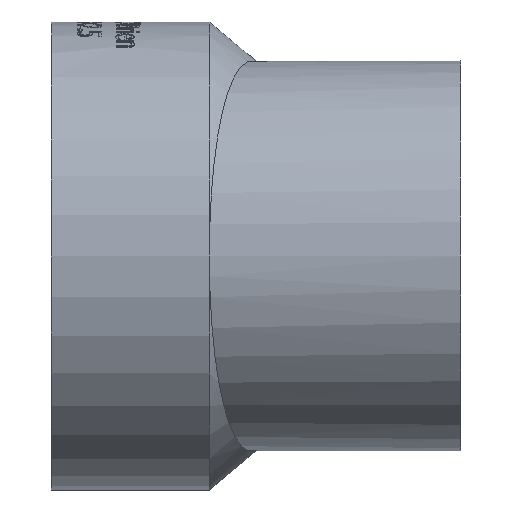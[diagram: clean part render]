
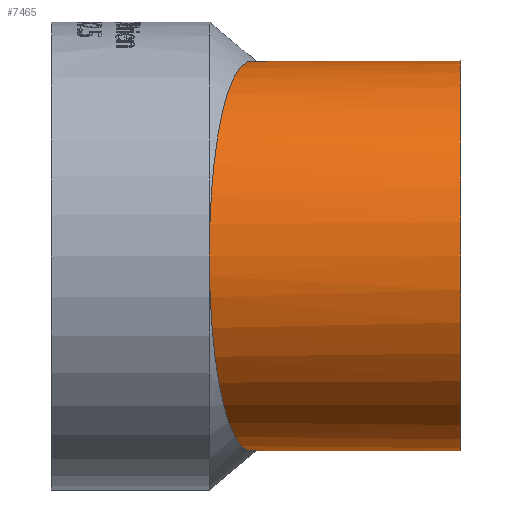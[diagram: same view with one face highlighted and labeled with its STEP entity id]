
A CAD part, front view. The second image highlights one B-rep face of the part: STEP entity #7465.
In plain terms, the highlighted cylindrical face has radius 31.75 mm (diameter 63.5 mm), a full revolution.
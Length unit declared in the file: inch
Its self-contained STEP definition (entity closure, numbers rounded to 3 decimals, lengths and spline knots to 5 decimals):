
#79=FACE_BOUND('',#1299,.T.);
#856=FACE_OUTER_BOUND('',#1298,.T.);
#1298=EDGE_LOOP('',(#6963));
#1299=EDGE_LOOP('',(#6964,#6965));
#1454=CIRCLE('',#7822,1.25);
#2888=B_SPLINE_CURVE_WITH_KNOTS('',3,(#16866,#16867,#16868,#16869,#16870,
#16871,#16872,#16873,#16874,#16875,#16876,#16877,#16878,#16879,#16880,#16881,
#16882,#16883,#16884,#16885,#16886,#16887,#16888,#16889,#16890,#16891,#16892,
#16893,#16894,#16895,#16896,#16897,#16898,#16899),.UNSPECIFIED.,.F.,.F.,
(4,2,2,2,2,2,2,2,2,2,2,2,2,2,2,2,4),(0.,0.4846,0.96919,
1.45379,1.93839,2.50654,3.0747,3.64286,
4.21102,4.87528,5.53955,6.20381,6.86808,
7.58047,8.29286,9.00525,9.71765),
 .UNSPECIFIED.);
#2889=B_SPLINE_CURVE_WITH_KNOTS('',3,(#16900,#16901,#16902,#16903,#16904,
#16905,#16906,#16907,#16908,#16909,#16910,#16911,#16912,#16913,#16914,#16915,
#16916,#16917,#16918,#16919,#16920,#16921,#16922,#16923,#16924,#16925,#16926,
#16927,#16928,#16929,#16930,#16931,#16932,#16933),.UNSPECIFIED.,.F.,.F.,
(4,2,2,2,2,2,2,2,2,2,2,2,2,2,2,2,4),(9.71765,10.43004,11.14243,
11.85482,12.56721,13.23148,13.89574,14.56001,
15.22427,15.79243,16.36059,16.92875,17.49691,
17.9815,18.4661,18.95069,19.43529),
 .UNSPECIFIED.);
#3631=VERTEX_POINT('',#16851);
#3633=VERTEX_POINT('',#16863);
#3634=VERTEX_POINT('',#16865);
#4748=EDGE_CURVE('',#3633,#3633,#1454,.T.);
#4749=EDGE_CURVE('',#3634,#3631,#2888,.T.);
#4750=EDGE_CURVE('',#3631,#3634,#2889,.T.);
#6963=ORIENTED_EDGE('',*,*,#4748,.T.);
#6964=ORIENTED_EDGE('',*,*,#4749,.F.);
#6965=ORIENTED_EDGE('',*,*,#4750,.F.);
#7037=CYLINDRICAL_SURFACE('',#7821,1.25);
#7465=ADVANCED_FACE('',(#856,#79),#7037,.T.);
#7821=AXIS2_PLACEMENT_3D('',#16862,#9014,#9015);
#7822=AXIS2_PLACEMENT_3D('',#16864,#9016,#9017);
#9014=DIRECTION('center_axis',(-1.,0.,0.));
#9015=DIRECTION('ref_axis',(0.,0.,1.));
#9016=DIRECTION('center_axis',(-1.,0.,0.));
#9017=DIRECTION('ref_axis',(0.,0.,1.));
#16851=CARTESIAN_POINT('',(1.01334,-1.5,0.));
#16862=CARTESIAN_POINT('Origin',(2.625,-0.25,0.));
#16863=CARTESIAN_POINT('',(2.625,-0.25,-1.25));
#16864=CARTESIAN_POINT('Origin',(2.625,-0.25,0.));
#16865=CARTESIAN_POINT('',(1.61378,1.,0.));
#16866=CARTESIAN_POINT('Ctrl Pts',(1.61378,1.,0.));
#16867=CARTESIAN_POINT('Ctrl Pts',(1.61378,1.,-0.0636));
#16868=CARTESIAN_POINT('Ctrl Pts',(1.6123,0.99507,-0.12965));
#16869=CARTESIAN_POINT('Ctrl Pts',(1.60601,0.97404,-0.26214));
#16870=CARTESIAN_POINT('Ctrl Pts',(1.60121,0.95795,-0.32858));
#16871=CARTESIAN_POINT('Ctrl Pts',(1.58857,0.91521,-0.45761));
#16872=CARTESIAN_POINT('Ctrl Pts',(1.58074,0.88852,-0.52029));
#16873=CARTESIAN_POINT('Ctrl Pts',(1.56283,0.82678,-0.63835));
#16874=CARTESIAN_POINT('Ctrl Pts',(1.55276,0.79171,-0.69373));
#16875=CARTESIAN_POINT('Ctrl Pts',(1.52978,0.71062,-0.80319));
#16876=CARTESIAN_POINT('Ctrl Pts',(1.51565,0.66011,-0.8603));
#16877=CARTESIAN_POINT('Ctrl Pts',(1.48484,0.54779,-0.96537));
#16878=CARTESIAN_POINT('Ctrl Pts',(1.46817,0.48599,-1.01334));
#16879=CARTESIAN_POINT('Ctrl Pts',(1.43349,0.35479,-1.09671));
#16880=CARTESIAN_POINT('Ctrl Pts',(1.41546,0.28532,-1.13215));
#16881=CARTESIAN_POINT('Ctrl Pts',(1.37937,0.14344,-1.18892));
#16882=CARTESIAN_POINT('Ctrl Pts',(1.3613,0.07103,
-1.21024));
#16883=CARTESIAN_POINT('Ctrl Pts',(1.32353,-0.08305,
-1.2417));
#16884=CARTESIAN_POINT('Ctrl Pts',(1.30252,-0.17056,
-1.25062));
#16885=CARTESIAN_POINT('Ctrl Pts',(1.2608,-0.34793,-1.24931));
#16886=CARTESIAN_POINT('Ctrl Pts',(1.2401,-0.43781,
-1.23908));
#16887=CARTESIAN_POINT('Ctrl Pts',(1.2004,-0.61336,
-1.1994));
#16888=CARTESIAN_POINT('Ctrl Pts',(1.18137,-0.69918,-1.16992));
#16889=CARTESIAN_POINT('Ctrl Pts',(1.14606,-0.86089,
-1.09421));
#16890=CARTESIAN_POINT('Ctrl Pts',(1.12978,-0.93676,
-1.04797));
#16891=CARTESIAN_POINT('Ctrl Pts',(1.09966,-1.0787,-0.94034));
#16892=CARTESIAN_POINT('Ctrl Pts',(1.08515,-1.14816,-0.87467));
#16893=CARTESIAN_POINT('Ctrl Pts',(1.05964,-1.2714,-0.72698));
#16894=CARTESIAN_POINT('Ctrl Pts',(1.04865,-1.32519,-0.64495));
#16895=CARTESIAN_POINT('Ctrl Pts',(1.03099,-1.41215,-0.47054));
#16896=CARTESIAN_POINT('Ctrl Pts',(1.02429,-1.44542,-0.37795));
#16897=CARTESIAN_POINT('Ctrl Pts',(1.01547,-1.48935,-0.18943));
#16898=CARTESIAN_POINT('Ctrl Pts',(1.01334,-1.5,-0.09349));
#16899=CARTESIAN_POINT('Ctrl Pts',(1.01334,-1.5,0.));
#16900=CARTESIAN_POINT('Ctrl Pts',(1.01334,-1.5,0.));
#16901=CARTESIAN_POINT('Ctrl Pts',(1.01334,-1.5,0.09349));
#16902=CARTESIAN_POINT('Ctrl Pts',(1.01547,-1.48935,0.18943));
#16903=CARTESIAN_POINT('Ctrl Pts',(1.02429,-1.44542,0.37795));
#16904=CARTESIAN_POINT('Ctrl Pts',(1.03099,-1.41215,0.47054));
#16905=CARTESIAN_POINT('Ctrl Pts',(1.04865,-1.32519,0.64495));
#16906=CARTESIAN_POINT('Ctrl Pts',(1.05964,-1.2714,0.72698));
#16907=CARTESIAN_POINT('Ctrl Pts',(1.08515,-1.14816,0.87467));
#16908=CARTESIAN_POINT('Ctrl Pts',(1.09966,-1.0787,0.94034));
#16909=CARTESIAN_POINT('Ctrl Pts',(1.12978,-0.93676,
1.04797));
#16910=CARTESIAN_POINT('Ctrl Pts',(1.14606,-0.86089,
1.09421));
#16911=CARTESIAN_POINT('Ctrl Pts',(1.18137,-0.69918,
1.16992));
#16912=CARTESIAN_POINT('Ctrl Pts',(1.2004,-0.61336,
1.1994));
#16913=CARTESIAN_POINT('Ctrl Pts',(1.2401,-0.43781,
1.23908));
#16914=CARTESIAN_POINT('Ctrl Pts',(1.2608,-0.34793,1.24931));
#16915=CARTESIAN_POINT('Ctrl Pts',(1.30252,-0.17056,
1.25062));
#16916=CARTESIAN_POINT('Ctrl Pts',(1.32353,-0.08305,
1.2417));
#16917=CARTESIAN_POINT('Ctrl Pts',(1.3613,0.07103,
1.21024));
#16918=CARTESIAN_POINT('Ctrl Pts',(1.37937,0.14344,1.18892));
#16919=CARTESIAN_POINT('Ctrl Pts',(1.41546,0.28532,1.13215));
#16920=CARTESIAN_POINT('Ctrl Pts',(1.43349,0.35479,1.09671));
#16921=CARTESIAN_POINT('Ctrl Pts',(1.46817,0.48599,1.01334));
#16922=CARTESIAN_POINT('Ctrl Pts',(1.48484,0.54779,0.96537));
#16923=CARTESIAN_POINT('Ctrl Pts',(1.51565,0.66011,0.8603));
#16924=CARTESIAN_POINT('Ctrl Pts',(1.52978,0.71062,0.80319));
#16925=CARTESIAN_POINT('Ctrl Pts',(1.55276,0.79171,0.69373));
#16926=CARTESIAN_POINT('Ctrl Pts',(1.56283,0.82678,0.63835));
#16927=CARTESIAN_POINT('Ctrl Pts',(1.58074,0.88852,0.52029));
#16928=CARTESIAN_POINT('Ctrl Pts',(1.58857,0.91521,0.45761));
#16929=CARTESIAN_POINT('Ctrl Pts',(1.60121,0.95795,0.32858));
#16930=CARTESIAN_POINT('Ctrl Pts',(1.60601,0.97404,0.26214));
#16931=CARTESIAN_POINT('Ctrl Pts',(1.6123,0.99507,0.12965));
#16932=CARTESIAN_POINT('Ctrl Pts',(1.61378,1.,0.0636));
#16933=CARTESIAN_POINT('Ctrl Pts',(1.61378,1.,0.));
